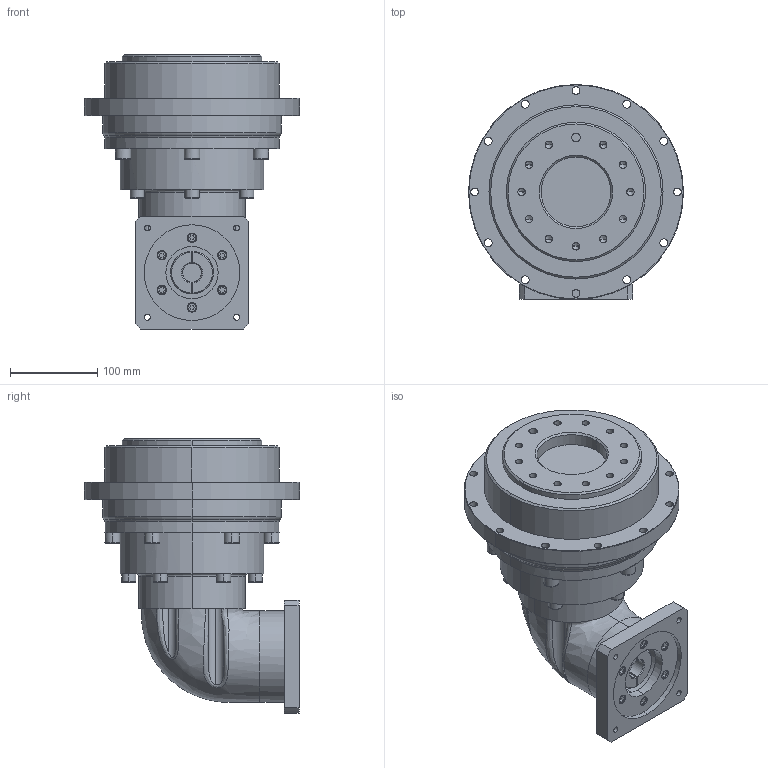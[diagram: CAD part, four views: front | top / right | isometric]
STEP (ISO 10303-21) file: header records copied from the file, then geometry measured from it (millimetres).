
FILE_DESCRIPTION (( 'STEP AP203' ), '1' );
FILE_NAME ('EVT200-L3-22-110-145.STEP', '2022-06-15T09:01:37', ( 'PC' ), ( 'Microsoft' ), 'SwSTEP 2.0', 'SolidWorks 2016', '' );
FILE_SCHEMA (( 'CONFIG_CONTROL_DESIGN' ));
Length unit declared in the file: millimetre
Products named in the file (1): EVT200-L3-22-110-145
Bounding box: 247 x 247 x 315.2 mm (x, y, z)
Volume: 6425415.7 mm3; surface area: 328007.9 mm2
Topology: 1 solids, 1 shells, 420 faces, 1024 edges, 643 vertices
Faces by surface type: plane 188, cylinder 148, torus 46, cone 32, bspline 6
Entity records: 16105 total; most frequent: CARTESIAN_POINT 5932, DIRECTION 2212, ORIENTED_EDGE 2004, EDGE_CURVE 1002, AXIS2_PLACEMENT_3D 841, VERTEX_POINT 643, VECTOR 530, LINE 530
